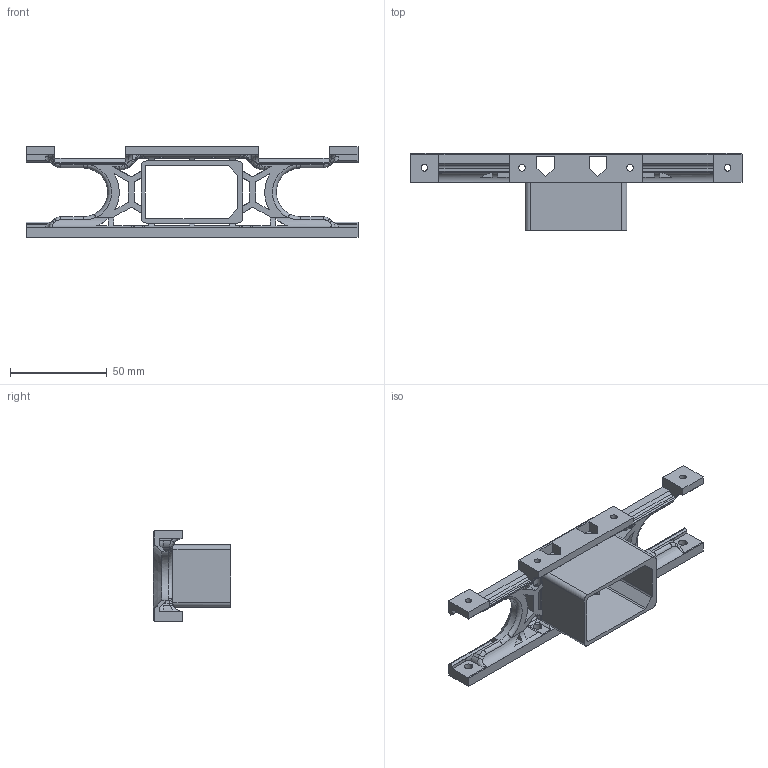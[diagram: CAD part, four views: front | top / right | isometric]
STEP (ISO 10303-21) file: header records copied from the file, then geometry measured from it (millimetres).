
FILE_DESCRIPTION (( 'STEP AP214' ), '1' );
FILE_NAME ('new_rear_skirt.STEP', '2021-08-23T18:48:01', ( '' ), ( '' ), 'SwSTEP 2.0', 'SolidWorks 2021', '' );
FILE_SCHEMA (( 'AUTOMOTIVE_DESIGN' ));
Length unit declared in the file: millimetre
Products named in the file (1): new_rear_skirt
Bounding box: 171.95 x 40 x 47 mm (x, y, z)
Volume: 45887.3 mm3; surface area: 31181.8 mm2
Topology: 1 solids, 1 shells, 431 faces, 1200 edges, 746 vertices
Faces by surface type: plane 279, cylinder 82, bspline 34, cone 20, torus 16
Entity records: 15132 total; most frequent: CARTESIAN_POINT 4384, ORIENTED_EDGE 2384, DIRECTION 2026, EDGE_CURVE 1192, VECTOR 830, LINE 830, VERTEX_POINT 746, AXIS2_PLACEMENT_3D 598
